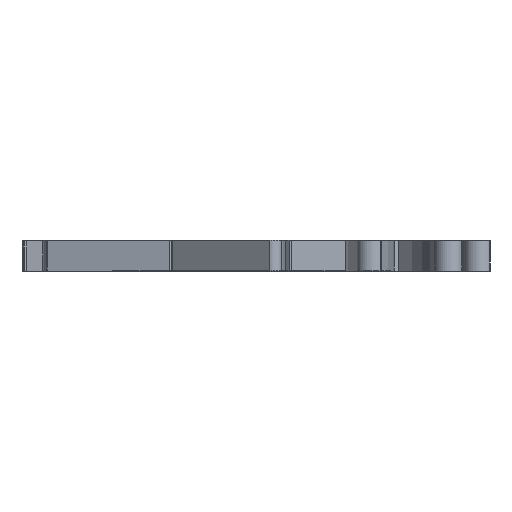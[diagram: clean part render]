
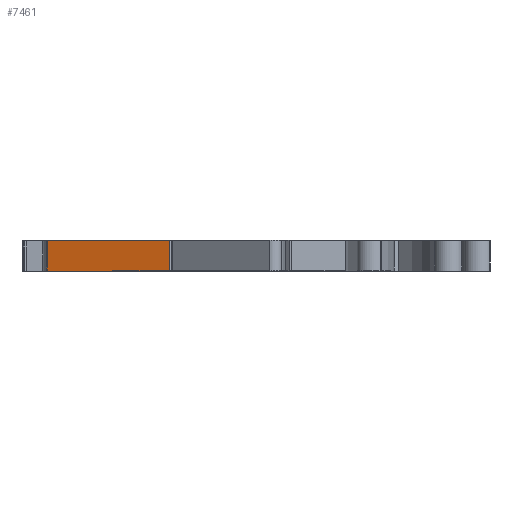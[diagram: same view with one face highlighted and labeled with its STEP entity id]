
A CAD part, top view. The second image highlights one B-rep face of the part: STEP entity #7461.
In plain terms, the highlighted face is planar.
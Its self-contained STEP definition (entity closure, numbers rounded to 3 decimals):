
#161 = EDGE_CURVE ( 'NONE', #8284, #12893, #10892, .T. ) ;
#372 = DIRECTION ( 'NONE',  ( -0.908, 0., -0.42 ) ) ;
#475 = DIRECTION ( 'NONE',  ( 0.908, 0., 0.42 ) ) ;
#1182 = VECTOR ( 'NONE', #12161, 1000. ) ;
#1355 = LINE ( 'NONE', #9505, #9180 ) ;
#1701 = CARTESIAN_POINT ( 'NONE',  ( 0., 13., -53. ) ) ;
#3613 = DIRECTION ( 'NONE',  ( 0.42, 0., -0.908 ) ) ;
#3656 = ORIENTED_EDGE ( 'NONE', *, *, #4212, .T. ) ;
#4212 = EDGE_CURVE ( 'NONE', #11511, #8284, #13948, .T. ) ;
#4433 = VECTOR ( 'NONE', #12443, 1000. ) ;
#4536 = AXIS2_PLACEMENT_3D ( 'NONE', #5704, #3613, #372 ) ;
#5335 = CARTESIAN_POINT ( 'NONE',  ( 49.386, 13., -30.142 ) ) ;
#5552 = CARTESIAN_POINT ( 'NONE',  ( 0., 13., -53. ) ) ;
#5704 = CARTESIAN_POINT ( 'NONE',  ( 20.202, 13., -43.65 ) ) ;
#6356 = ORIENTED_EDGE ( 'NONE', *, *, #8927, .F. ) ;
#6684 = CARTESIAN_POINT ( 'NONE',  ( 49.386, 0., -30.142 ) ) ;
#7461 = ADVANCED_FACE ( 'NONE', ( #11628 ), #11414, .T. ) ;
#8169 = CARTESIAN_POINT ( 'NONE',  ( 49.386, 13., -30.142 ) ) ;
#8284 = VERTEX_POINT ( 'NONE', #8169 ) ;
#8384 = CARTESIAN_POINT ( 'NONE',  ( 20.202, 13., -43.65 ) ) ;
#8927 = EDGE_CURVE ( 'NONE', #11511, #14650, #14537, .T. ) ;
#9180 = VECTOR ( 'NONE', #475, 1000. ) ;
#9440 = ORIENTED_EDGE ( 'NONE', *, *, #161, .T. ) ;
#9505 = CARTESIAN_POINT ( 'NONE',  ( 20.202, 0., -43.65 ) ) ;
#10852 = CARTESIAN_POINT ( 'NONE',  ( 0., 0., -53. ) ) ;
#10892 = LINE ( 'NONE', #5335, #1182 ) ;
#10945 = EDGE_CURVE ( 'NONE', #14650, #12893, #1355, .T. ) ;
#11414 = PLANE ( 'NONE',  #4536 ) ;
#11511 = VERTEX_POINT ( 'NONE', #1701 ) ;
#11628 = FACE_OUTER_BOUND ( 'NONE', #12793, .T. ) ;
#11663 = ORIENTED_EDGE ( 'NONE', *, *, #10945, .F. ) ;
#11717 = DIRECTION ( 'NONE',  ( 0.908, 0., 0.42 ) ) ;
#12161 = DIRECTION ( 'NONE',  ( 0., -1., 0. ) ) ;
#12443 = DIRECTION ( 'NONE',  ( 0., -1., 0. ) ) ;
#12793 = EDGE_LOOP ( 'NONE', ( #3656, #9440, #11663, #6356 ) ) ;
#12893 = VERTEX_POINT ( 'NONE', #6684 ) ;
#13948 = LINE ( 'NONE', #8384, #14169 ) ;
#14169 = VECTOR ( 'NONE', #11717, 1000. ) ;
#14537 = LINE ( 'NONE', #5552, #4433 ) ;
#14650 = VERTEX_POINT ( 'NONE', #10852 ) ;
